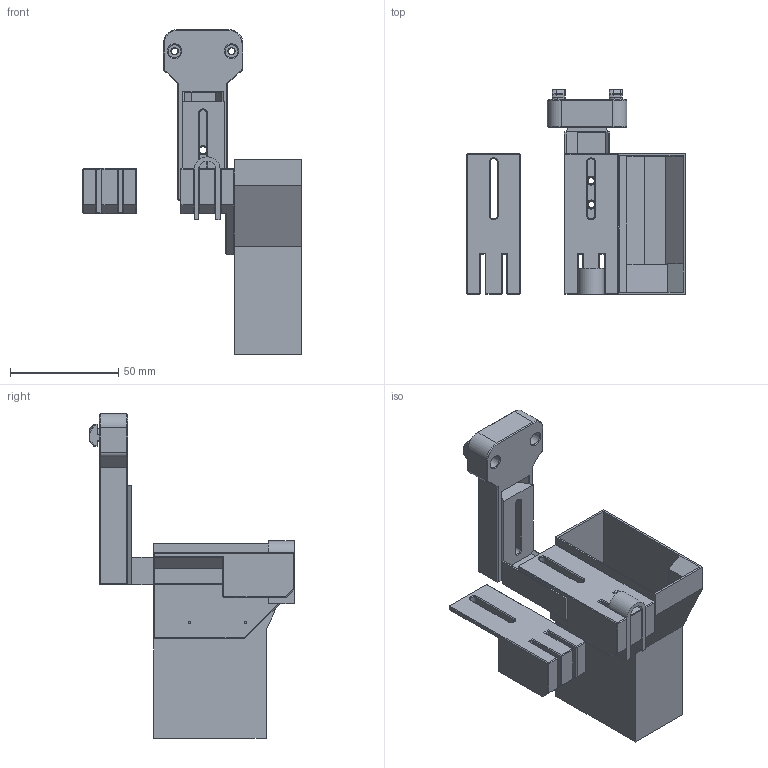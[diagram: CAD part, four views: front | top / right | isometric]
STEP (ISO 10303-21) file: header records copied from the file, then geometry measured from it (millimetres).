
FILE_DESCRIPTION(/* description */ (''),/* implementation_level */ '2;1');
FILE_NAME(/* name */ 'Trident Silicone Nozzle Park.step',/* time_stamp */ '2024-01-31T11:25:44+10:00',/* author */ (''),/* organization */ (''),/* preprocessor_version */ 'ST-DEVELOPER v20',/* originating_system */ 'Autodesk Translation Framework v12.14.0.127',/* authorisation */ '');
FILE_SCHEMA (('AUTOMOTIVE_DESIGN { 1 0 10303 214 3 1 1 }'));
Length unit declared in the file: millimetre
Products named in the file (11): Trident Silicone Nozzle Park; Bucket; Frame Mount (1); Brass Insert (2); M3 5x4 Heatset Insert (3); Brass Insert (1) (1); M3 5x4 Heatset Insert (1) (1); T-Nut (1) (1); M3 Hammerhead T-Nut (2); T-Nut (2); M3 Hammerhead T-Nut (1) (1)
Assembly tree (10 placements, depth 4):
  Trident Silicone Nozzle Park
    Bucket
    Frame Mount (1)
      Brass Insert (2)
        M3 5x4 Heatset Insert (3)
      Brass Insert (1) (1)
        M3 5x4 Heatset Insert (1) (1)
      T-Nut (1) (1)
        M3 Hammerhead T-Nut (2)
      T-Nut (2)
        M3 Hammerhead T-Nut (1) (1)
Bounding box: 101 x 94.5 x 150 mm (x, y, z)
Volume: 118222.4 mm3; surface area: 67267.7 mm2
Topology: 10 solids, 10 shells, 728 faces, 1887 edges, 1196 vertices
Faces by surface type: plane 358, bspline 164, cylinder 120, cone 74, sphere 8, torus 4
Full cylindrical faces by diameter (mm): 1 x6, 2.9 x2, 3 x2, 3.4 x6, 4.1 x2, 4.25 x4, 4.7 x4, 6 x2
Entity records: 32287 total; most frequent: CARTESIAN_POINT 14994, ORIENTED_EDGE 3774, DIRECTION 3151, EDGE_CURVE 1887, VERTEX_POINT 1196, LINE 1069, VECTOR 1069, AXIS2_PLACEMENT_3D 1041
